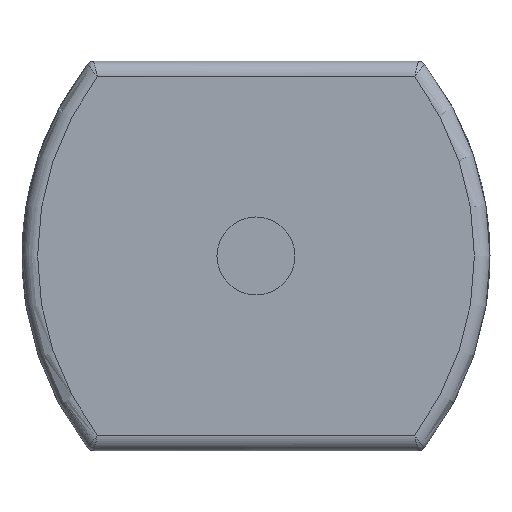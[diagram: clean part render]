
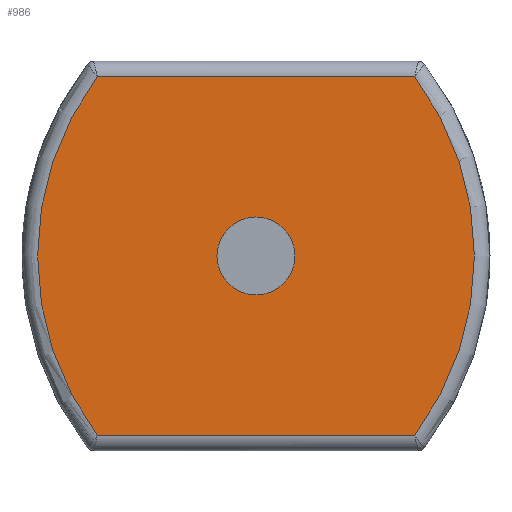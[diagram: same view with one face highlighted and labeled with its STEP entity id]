
A CAD part, left-side view. The second image highlights one B-rep face of the part: STEP entity #986.
In plain terms, the highlighted planar face has unit normal (-1, 0, 0).
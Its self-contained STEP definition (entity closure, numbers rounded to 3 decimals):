
#95 = CARTESIAN_POINT ( 'NONE',  ( 0., 2.06, 5. ) ) ;
#120 = CARTESIAN_POINT ( 'NONE',  ( 0., -4.065, 9.6 ) ) ;
#159 = AXIS2_PLACEMENT_3D ( 'NONE', #2628, #1539, #826 ) ;
#178 = DIRECTION ( 'NONE',  ( 0., 0., -1. ) ) ;
#201 = EDGE_CURVE ( 'NONE', #1370, #3792, #1577, .T. ) ;
#205 = PLANE ( 'NONE',  #2461 ) ;
#242 = DIRECTION ( 'NONE',  ( -1., 0., 0. ) ) ;
#316 = CARTESIAN_POINT ( 'NONE',  ( 0., 0., 5. ) ) ;
#343 = AXIS2_PLACEMENT_3D ( 'NONE', #95, #1489, #178 ) ;
#345 = LINE ( 'NONE', #734, #2239 ) ;
#586 = DIRECTION ( 'NONE',  ( 0., 1., 0. ) ) ;
#626 = CARTESIAN_POINT ( 'NONE',  ( 0., -4.065, 0.4 ) ) ;
#729 = CARTESIAN_POINT ( 'NONE',  ( 0., 4.065, 9.6 ) ) ;
#734 = CARTESIAN_POINT ( 'NONE',  ( 0., -4.164, 0.4 ) ) ;
#799 = AXIS2_PLACEMENT_3D ( 'NONE', #3766, #913, #3012 ) ;
#826 = DIRECTION ( 'NONE',  ( 0., 0., -1. ) ) ;
#913 = DIRECTION ( 'NONE',  ( -1., 0., 0. ) ) ;
#932 = VERTEX_POINT ( 'NONE', #120 ) ;
#967 = FACE_BOUND ( 'NONE', #1589, .T. ) ;
#986 = ADVANCED_FACE ( 'NONE', ( #3789, #967 ), #205, .F. ) ;
#1127 = EDGE_CURVE ( 'NONE', #2039, #1777, #345, .T. ) ;
#1255 = EDGE_CURVE ( 'NONE', #1777, #932, #4299, .T. ) ;
#1339 = LINE ( 'NONE', #2730, #4242 ) ;
#1340 = ORIENTED_EDGE ( 'NONE', *, *, #2553, .T. ) ;
#1370 = VERTEX_POINT ( 'NONE', #3784 ) ;
#1380 = CIRCLE ( 'NONE', #799, 7.66 ) ;
#1470 = DIRECTION ( 'NONE',  ( 0., -1., 0. ) ) ;
#1489 = DIRECTION ( 'NONE',  ( -1., 0., 0. ) ) ;
#1539 = DIRECTION ( 'NONE',  ( -1., 0., 0. ) ) ;
#1577 = CIRCLE ( 'NONE', #2170, 1. ) ;
#1589 = EDGE_LOOP ( 'NONE', ( #2290, #2252 ) ) ;
#1701 = DIRECTION ( 'NONE',  ( 0., 1., 0. ) ) ;
#1777 = VERTEX_POINT ( 'NONE', #626 ) ;
#1990 = ORIENTED_EDGE ( 'NONE', *, *, #2908, .T. ) ;
#2039 = VERTEX_POINT ( 'NONE', #3696 ) ;
#2070 = EDGE_LOOP ( 'NONE', ( #1990, #1340, #4396, #2175 ) ) ;
#2170 = AXIS2_PLACEMENT_3D ( 'NONE', #316, #242, #3099 ) ;
#2175 = ORIENTED_EDGE ( 'NONE', *, *, #1255, .T. ) ;
#2239 = VECTOR ( 'NONE', #1470, 1000. ) ;
#2252 = ORIENTED_EDGE ( 'NONE', *, *, #4520, .F. ) ;
#2290 = ORIENTED_EDGE ( 'NONE', *, *, #201, .F. ) ;
#2334 = DIRECTION ( 'NONE',  ( 1., 0., 0. ) ) ;
#2461 = AXIS2_PLACEMENT_3D ( 'NONE', #3068, #2334, #1701 ) ;
#2553 = EDGE_CURVE ( 'NONE', #3710, #2039, #1380, .T. ) ;
#2628 = CARTESIAN_POINT ( 'NONE',  ( 0., 0., 5. ) ) ;
#2730 = CARTESIAN_POINT ( 'NONE',  ( 0., -6., 9.6 ) ) ;
#2784 = CIRCLE ( 'NONE', #159, 1. ) ;
#2908 = EDGE_CURVE ( 'NONE', #932, #3710, #1339, .T. ) ;
#3012 = DIRECTION ( 'NONE',  ( 0., 0., -1. ) ) ;
#3068 = CARTESIAN_POINT ( 'NONE',  ( 0., -6., 10. ) ) ;
#3099 = DIRECTION ( 'NONE',  ( 0., 0., -1. ) ) ;
#3696 = CARTESIAN_POINT ( 'NONE',  ( 0., 4.065, 0.4 ) ) ;
#3710 = VERTEX_POINT ( 'NONE', #729 ) ;
#3766 = CARTESIAN_POINT ( 'NONE',  ( 0., -2.06, 5. ) ) ;
#3784 = CARTESIAN_POINT ( 'NONE',  ( 0., 0., 4. ) ) ;
#3789 = FACE_OUTER_BOUND ( 'NONE', #2070, .T. ) ;
#3792 = VERTEX_POINT ( 'NONE', #4195 ) ;
#4195 = CARTESIAN_POINT ( 'NONE',  ( 0., 0., 6. ) ) ;
#4242 = VECTOR ( 'NONE', #586, 1000. ) ;
#4299 = CIRCLE ( 'NONE', #343, 7.66 ) ;
#4396 = ORIENTED_EDGE ( 'NONE', *, *, #1127, .T. ) ;
#4520 = EDGE_CURVE ( 'NONE', #3792, #1370, #2784, .T. ) ;
